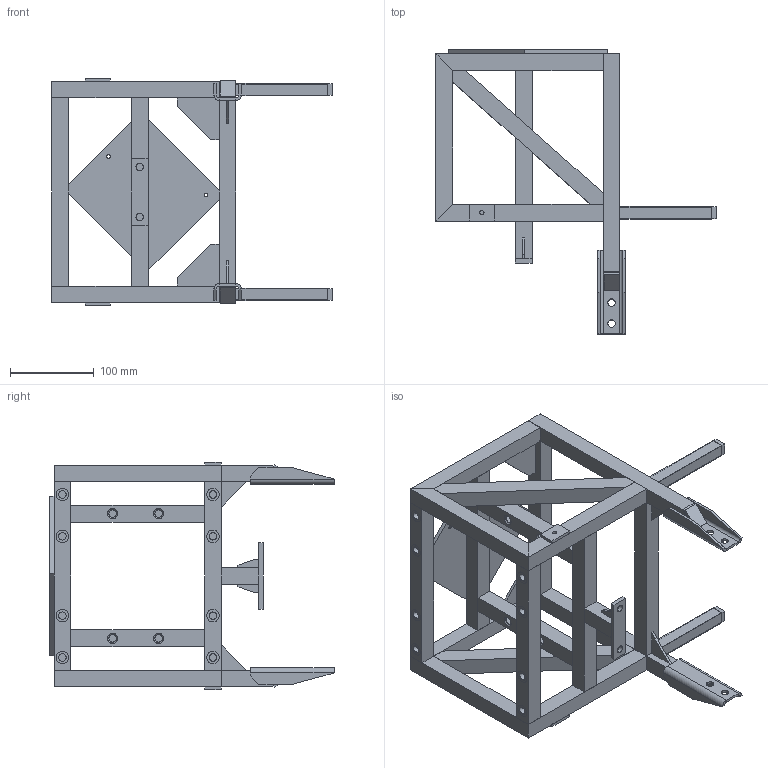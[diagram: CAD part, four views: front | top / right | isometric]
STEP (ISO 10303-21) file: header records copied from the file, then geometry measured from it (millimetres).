
FILE_DESCRIPTION (( 'STEP AP203' ), '1' );
FILE_NAME ('Rama ko³a prawa.STEP', '2019-02-13T12:51:57', ( '' ), ( '' ), 'SwSTEP 2.0', 'SolidWorks 2017', '' );
FILE_SCHEMA (( 'CONFIG_CONTROL_DESIGN' ));
Length unit declared in the file: millimetre
Products named in the file (1): Rama ko豉 prawa
Bounding box: 335 x 340 x 272 mm (x, y, z)
Volume: 728880.1 mm3; surface area: 677730.4 mm2
Topology: 45 solids, 45 shells, 474 faces, 1124 edges, 736 vertices
Faces by surface type: plane 357, cylinder 109, cone 8
Entity records: 13771 total; most frequent: CARTESIAN_POINT 2335, DIRECTION 2300, ORIENTED_EDGE 2248, EDGE_CURVE 1124, VECTOR 898, LINE 898, VERTEX_POINT 736, AXIS2_PLACEMENT_3D 701
